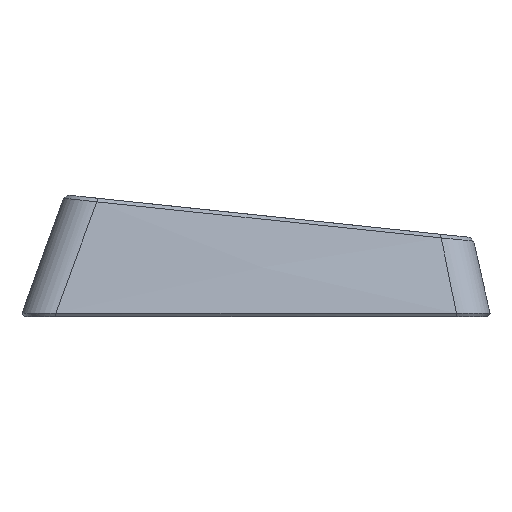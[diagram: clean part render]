
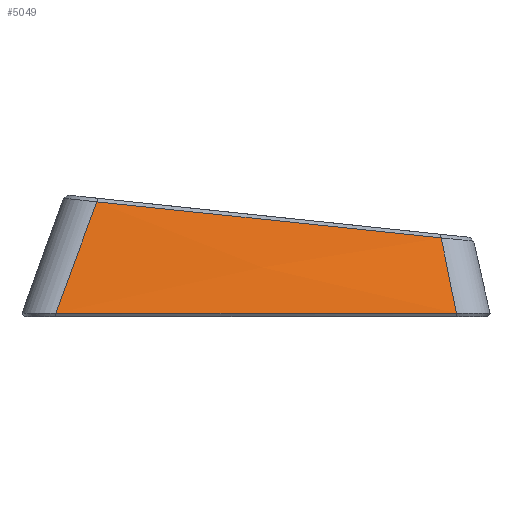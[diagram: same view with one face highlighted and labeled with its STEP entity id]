
A CAD part, left-side view. The second image highlights one B-rep face of the part: STEP entity #5049.
In plain terms, the highlighted free-form (B-spline) face has degree [1, 1] with [3, 2] control points.
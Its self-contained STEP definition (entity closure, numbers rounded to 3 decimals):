
#623=FACE_OUTER_BOUND('',#940,.T.);
#940=EDGE_LOOP('',(#3795,#3796,#3797,#3798));
#1357=LINE('',#8499,#1832);
#1358=LINE('',#8500,#1833);
#1832=VECTOR('',#6126,10.);
#1833=VECTOR('',#6127,10.);
#2179=B_SPLINE_CURVE_WITH_KNOTS('',3,(#7510,#7511,#7512,#7513),
 .UNSPECIFIED.,.F.,.F.,(4,4),(-53.79,53.632),
 .UNSPECIFIED.);
#2209=B_SPLINE_CURVE_WITH_KNOTS('',3,(#8017,#8018,#8019,#8020),
 .UNSPECIFIED.,.F.,.F.,(4,4),(-46.241,46.541),
 .UNSPECIFIED.);
#2226=VERTEX_POINT('',#7384);
#2231=VERTEX_POINT('',#7464);
#2276=VERTEX_POINT('',#7936);
#2280=VERTEX_POINT('',#7981);
#2706=EDGE_CURVE('',#2226,#2231,#2179,.T.);
#2773=EDGE_CURVE('',#2276,#2280,#2209,.T.);
#2924=EDGE_CURVE('',#2226,#2280,#1357,.T.);
#2925=EDGE_CURVE('',#2231,#2276,#1358,.T.);
#3795=ORIENTED_EDGE('',*,*,#2706,.F.);
#3796=ORIENTED_EDGE('',*,*,#2924,.T.);
#3797=ORIENTED_EDGE('',*,*,#2773,.F.);
#3798=ORIENTED_EDGE('',*,*,#2925,.F.);
#4986=B_SPLINE_SURFACE_WITH_KNOTS('',1,1,((#8493,#8494),(#8495,#8496),(#8497,
#8498)),.UNSPECIFIED.,.F.,.F.,.F.,(2,1,2),(2,2),(-53.993,53.993,55.073),
(0.,1.),.UNSPECIFIED.);
#5049=ADVANCED_FACE('',(#623),#4986,.T.);
#6126=DIRECTION('',(0.314,0.199,0.928));
#6127=DIRECTION('',(0.216,-0.339,0.916));
#7384=CARTESIAN_POINT('',(-152.673,-53.79,0.948));
#7464=CARTESIAN_POINT('',(-152.764,53.632,0.975));
#7510=CARTESIAN_POINT('Ctrl Pts',(-152.673,-53.79,0.947));
#7511=CARTESIAN_POINT('Ctrl Pts',(-152.715,-17.982,0.961));
#7512=CARTESIAN_POINT('Ctrl Pts',(-152.742,17.825,0.968));
#7513=CARTESIAN_POINT('Ctrl Pts',(-152.764,53.632,0.973));
#7936=CARTESIAN_POINT('',(-145.716,42.589,30.845));
#7981=CARTESIAN_POINT('',(-145.818,-49.688,21.18));
#8017=CARTESIAN_POINT('Ctrl Pts',(-145.716,42.589,30.844));
#8018=CARTESIAN_POINT('Ctrl Pts',(-145.741,11.831,27.617));
#8019=CARTESIAN_POINT('Ctrl Pts',(-145.772,-18.928,24.391));
#8020=CARTESIAN_POINT('Ctrl Pts',(-145.823,-49.687,21.176));
#8493=CARTESIAN_POINT('Ctrl Pts',(-152.994,53.993,0.));
#8494=CARTESIAN_POINT('Ctrl Pts',(-145.494,42.241,31.788));
#8495=CARTESIAN_POINT('Ctrl Pts',(-152.994,-53.993,0.));
#8496=CARTESIAN_POINT('Ctrl Pts',(-145.494,-49.241,22.172));
#8497=CARTESIAN_POINT('Ctrl Pts',(-152.994,-55.073,0.));
#8498=CARTESIAN_POINT('Ctrl Pts',(-145.494,-50.156,22.076));
#8499=CARTESIAN_POINT('',(-152.994,-53.993,0.));
#8500=CARTESIAN_POINT('',(-152.994,53.993,0.));
